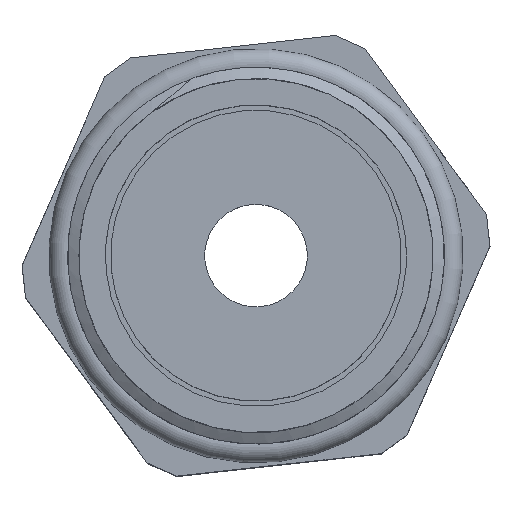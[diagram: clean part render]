
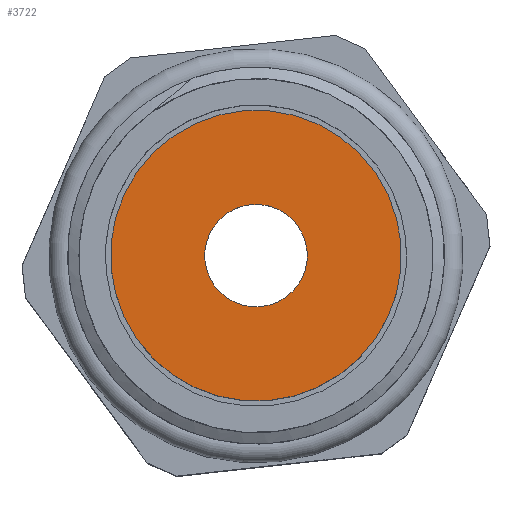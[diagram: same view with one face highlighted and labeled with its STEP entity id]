
A CAD part, top view. The second image highlights one B-rep face of the part: STEP entity #3722.
In plain terms, the highlighted planar face has unit normal (0, 0, 1).
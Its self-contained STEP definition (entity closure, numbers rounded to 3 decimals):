
#699=PLANE('',#3993);
#907=FACE_BOUND('',#1174,.T.);
#947=FACE_OUTER_BOUND('',#1173,.T.);
#1173=EDGE_LOOP('',(#2571));
#1174=EDGE_LOOP('',(#2572));
#1430=CIRCLE('',#3992,3.4);
#1431=CIRCLE('',#3994,9.65);
#1596=VERTEX_POINT('',#5821);
#1597=VERTEX_POINT('',#5824);
#1991=EDGE_CURVE('',#1596,#1596,#1430,.T.);
#1992=EDGE_CURVE('',#1597,#1597,#1431,.T.);
#2571=ORIENTED_EDGE('',*,*,#1992,.T.);
#2572=ORIENTED_EDGE('',*,*,#1991,.T.);
#3722=ADVANCED_FACE('',(#947,#907),#699,.T.);
#3992=AXIS2_PLACEMENT_3D('',#5822,#4538,#4539);
#3993=AXIS2_PLACEMENT_3D('',#5823,#4540,#4541);
#3994=AXIS2_PLACEMENT_3D('',#5825,#4542,#4543);
#4538=DIRECTION('center_axis',(0.,0.,-1.));
#4539=DIRECTION('ref_axis',(-1.,0.,0.));
#4540=DIRECTION('center_axis',(0.,0.,1.));
#4541=DIRECTION('ref_axis',(1.,0.,0.));
#4542=DIRECTION('center_axis',(0.,0.,1.));
#4543=DIRECTION('ref_axis',(-1.,0.,0.));
#5821=CARTESIAN_POINT('',(3.4,0.,26.));
#5822=CARTESIAN_POINT('Origin',(0.,0.,26.));
#5823=CARTESIAN_POINT('Origin',(0.,0.,
26.));
#5824=CARTESIAN_POINT('',(9.65,0.,26.));
#5825=CARTESIAN_POINT('Origin',(0.,0.,26.));
